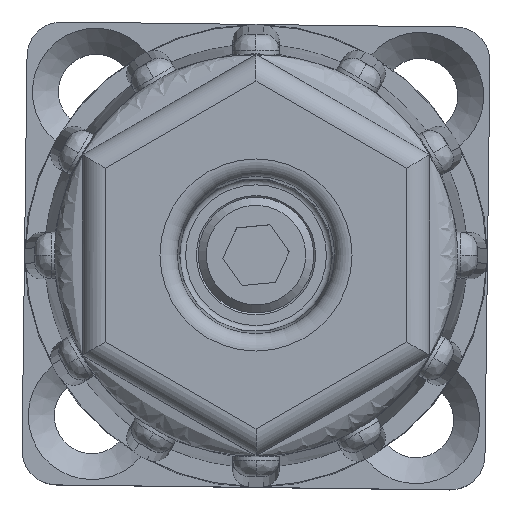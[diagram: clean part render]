
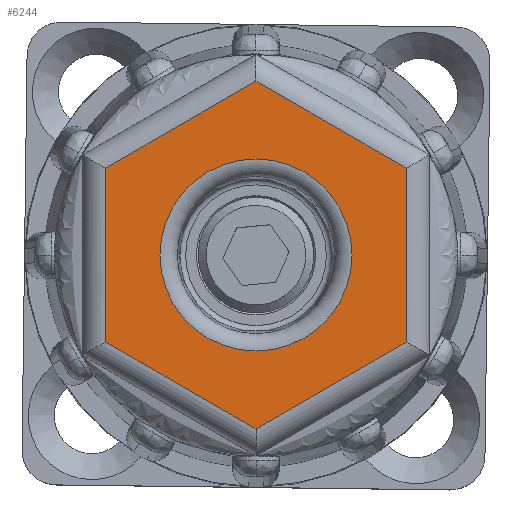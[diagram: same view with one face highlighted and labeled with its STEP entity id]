
A CAD part, top view. The second image highlights one B-rep face of the part: STEP entity #6244.
In plain terms, the highlighted planar face has unit normal (0, 0, 1).
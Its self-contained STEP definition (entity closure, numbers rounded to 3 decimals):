
#134=FACE_BOUND('',#2050,.T.);
#201=PLANE('',#6823);
#849=LINE('',#12549,#1310);
#850=LINE('',#12551,#1311);
#851=LINE('',#12553,#1312);
#852=LINE('',#12555,#1313);
#853=LINE('',#12557,#1314);
#854=LINE('',#12558,#1315);
#1310=VECTOR('',#7861,1000.);
#1311=VECTOR('',#7862,1000.);
#1312=VECTOR('',#7863,1000.);
#1313=VECTOR('',#7864,1000.);
#1314=VECTOR('',#7865,1000.);
#1315=VECTOR('',#7866,1000.);
#1696=FACE_OUTER_BOUND('',#2049,.T.);
#2049=EDGE_LOOP('',(#4932,#4933,#4934,#4935,#4936,#4937));
#2050=EDGE_LOOP('',(#4938,#4939));
#2330=CIRCLE('',#6576,8.299);
#2331=CIRCLE('',#6577,8.299);
#2575=VERTEX_POINT('',#8802);
#2576=VERTEX_POINT('',#8803);
#2975=VERTEX_POINT('',#12547);
#2976=VERTEX_POINT('',#12548);
#2977=VERTEX_POINT('',#12550);
#2978=VERTEX_POINT('',#12552);
#2979=VERTEX_POINT('',#12554);
#2980=VERTEX_POINT('',#12556);
#3218=EDGE_CURVE('',#2575,#2576,#2330,.T.);
#3219=EDGE_CURVE('',#2576,#2575,#2331,.T.);
#3752=EDGE_CURVE('',#2975,#2976,#849,.T.);
#3753=EDGE_CURVE('',#2976,#2977,#850,.T.);
#3754=EDGE_CURVE('',#2977,#2978,#851,.T.);
#3755=EDGE_CURVE('',#2978,#2979,#852,.T.);
#3756=EDGE_CURVE('',#2979,#2980,#853,.T.);
#3757=EDGE_CURVE('',#2980,#2975,#854,.T.);
#4932=ORIENTED_EDGE('',*,*,#3752,.T.);
#4933=ORIENTED_EDGE('',*,*,#3753,.T.);
#4934=ORIENTED_EDGE('',*,*,#3754,.T.);
#4935=ORIENTED_EDGE('',*,*,#3755,.T.);
#4936=ORIENTED_EDGE('',*,*,#3756,.T.);
#4937=ORIENTED_EDGE('',*,*,#3757,.T.);
#4938=ORIENTED_EDGE('',*,*,#3218,.T.);
#4939=ORIENTED_EDGE('',*,*,#3219,.T.);
#6244=ADVANCED_FACE('',(#1696,#134),#201,.F.);
#6576=AXIS2_PLACEMENT_3D('',#8804,#7172,#7173);
#6577=AXIS2_PLACEMENT_3D('',#8805,#7174,#7175);
#6823=AXIS2_PLACEMENT_3D('',#12546,#7859,#7860);
#7172=DIRECTION('center_axis',(0.,0.,-1.));
#7173=DIRECTION('ref_axis',(-1.,0.,0.));
#7174=DIRECTION('center_axis',(0.,0.,-1.));
#7175=DIRECTION('ref_axis',(-1.,0.,0.));
#7859=DIRECTION('center_axis',(0.,0.,-1.));
#7860=DIRECTION('ref_axis',(-1.,0.,0.));
#7861=DIRECTION('',(0.866,0.5,0.));
#7862=DIRECTION('',(0.,1.,0.));
#7863=DIRECTION('',(-0.866,0.5,0.));
#7864=DIRECTION('',(-0.866,-0.5,0.));
#7865=DIRECTION('',(0.,-1.,0.));
#7866=DIRECTION('',(0.866,-0.5,0.));
#8802=CARTESIAN_POINT('',(-8.299,0.,40.));
#8803=CARTESIAN_POINT('',(8.299,0.,40.));
#8804=CARTESIAN_POINT('Origin',(0.,0.,40.));
#8805=CARTESIAN_POINT('Origin',(0.,0.,40.));
#12546=CARTESIAN_POINT('Origin',(15.,8.66,40.));
#12547=CARTESIAN_POINT('',(0.,-15.011,40.));
#12548=CARTESIAN_POINT('',(13.,-7.506,40.));
#12549=CARTESIAN_POINT('',(21.5,-2.598,40.));
#12550=CARTESIAN_POINT('',(13.,7.506,40.));
#12551=CARTESIAN_POINT('',(13.,8.66,40.));
#12552=CARTESIAN_POINT('',(0.,15.011,40.));
#12553=CARTESIAN_POINT('',(14.,6.928,40.));
#12554=CARTESIAN_POINT('',(-13.,7.506,40.));
#12555=CARTESIAN_POINT('',(8.5,19.919,40.));
#12556=CARTESIAN_POINT('',(-13.,-7.506,40.));
#12557=CARTESIAN_POINT('',(-13.,8.66,40.));
#12558=CARTESIAN_POINT('',(1.,-15.588,40.));
